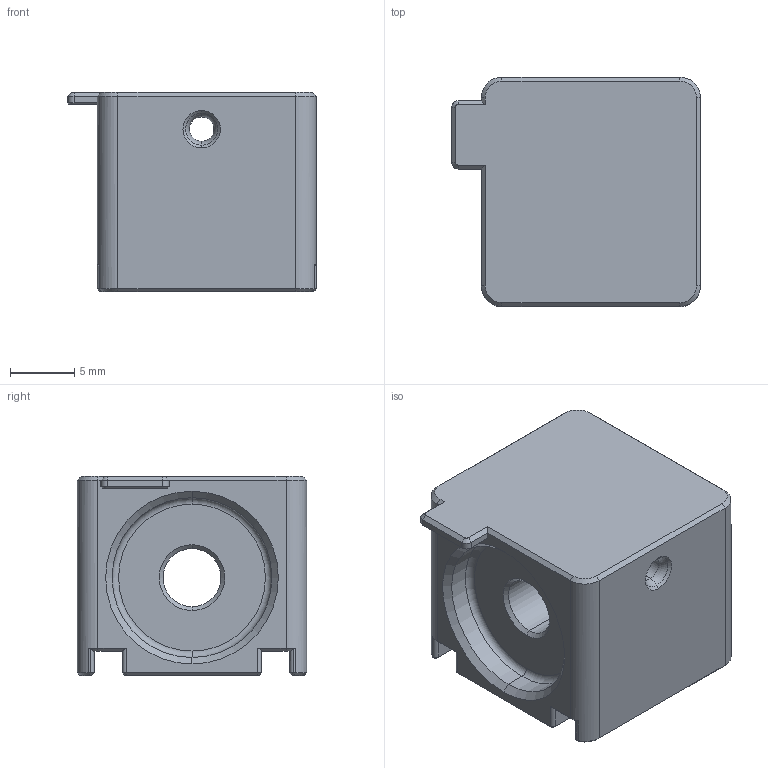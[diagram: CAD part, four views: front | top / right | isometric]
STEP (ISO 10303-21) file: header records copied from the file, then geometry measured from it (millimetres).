
FILE_DESCRIPTION (( 'STEP AP214' ), '1' );
FILE_NAME ('Tangle Detection - Slider.STEP', '2025-08-09T05:55:56', ( '' ), ( '' ), 'SwSTEP 2.0', 'SolidWorks 2021', '' );
FILE_SCHEMA (( 'AUTOMOTIVE_DESIGN' ));
Length unit declared in the file: millimetre
Products named in the file (1): Tangle Detection - Slider
Bounding box: 19.3 x 17.8 x 15.45 mm (x, y, z)
Volume: 3677.7 mm3; surface area: 2185.4 mm2
Topology: 1 solids, 1 shells, 117 faces, 273 edges, 160 vertices
Faces by surface type: plane 43, cone 42, cylinder 26, torus 6
Entity records: 3343 total; most frequent: DIRECTION 607, CARTESIAN_POINT 589, ORIENTED_EDGE 546, EDGE_CURVE 273, AXIS2_PLACEMENT_3D 226, VERTEX_POINT 160, VECTOR 155, LINE 155
